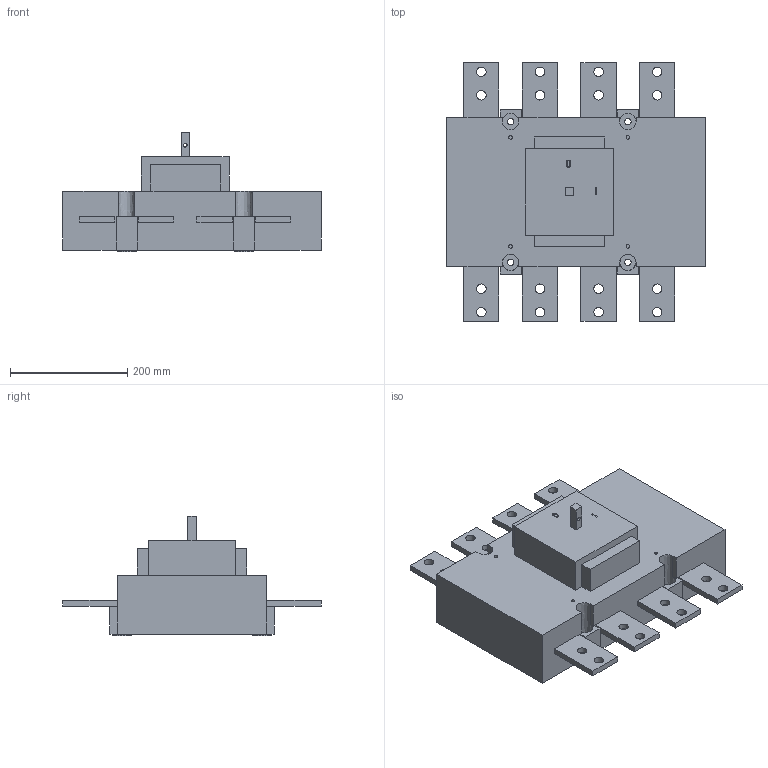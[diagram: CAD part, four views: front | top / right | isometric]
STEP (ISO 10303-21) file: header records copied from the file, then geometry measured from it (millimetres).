
FILE_DESCRIPTION((''),'2;1');
FILE_NAME('Int S5000-1600-1800A 4P (2011-05).stp','2011-05-30T11:03:21',('enm'),(''),'Autodesk Inventor 2010','Autodesk Inventor 2010','');
FILE_SCHEMA(('AUTOMOTIVE_DESIGN { 1 0 10303 214 1 1 1 1 }'));
Length unit declared in the file: millimetre
Products named in the file (1): 1250A
Bounding box: 441 x 441 x 203.5 mm (x, y, z)
Volume: 13149552.1 mm3; surface area: 545224.8 mm2
Topology: 1 solids, 1 shells, 156 faces, 399 edges, 266 vertices
Faces by surface type: plane 77, bspline 60, cylinder 19
Full cylindrical faces by diameter (mm): 6 x4, 6.25 x1, 11 x2, 16.2 x8, 28 x2, 32 x2
Entity records: 4892 total; most frequent: CARTESIAN_POINT 1313, ORIENTED_EDGE 724, DIRECTION 602, EDGE_CURVE 362, VECTOR 268, LINE 268, VERTEX_POINT 262, EDGE_LOOP 252
